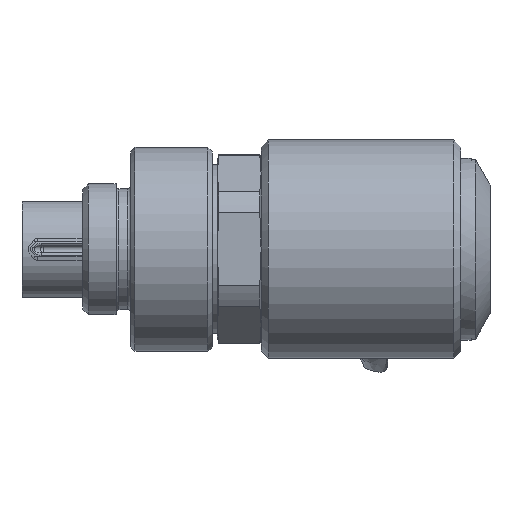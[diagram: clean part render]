
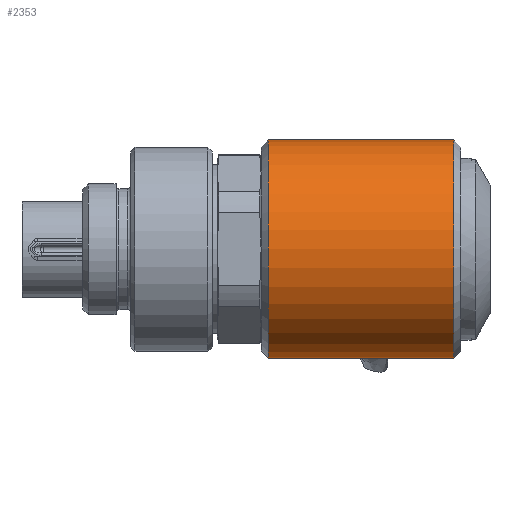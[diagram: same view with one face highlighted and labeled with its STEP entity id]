
A CAD part, top view. The second image highlights one B-rep face of the part: STEP entity #2353.
In plain terms, the highlighted cylindrical face has radius 7.5 mm (diameter 15 mm), a full revolution.
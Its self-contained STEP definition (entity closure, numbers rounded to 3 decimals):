
#301=B_SPLINE_CURVE_WITH_KNOTS($,3,(#5952,#5953,#5954,#5955,#5956,#5957,
#5958,#5959,#5960,#5961,#5962,#5963,#5964,#5965,#5966,#5967,#5968,#5969,
#5970,#5971,#5972,#5973,#5974,#5975,#5976,#5977,#5978,#5979,#5980,#5981,
#5982,#5983,#5984,#5985,#5986),.UNSPECIFIED.,.T.,.F.,(4,2,2,2,2,2,2,2,2,
2,2,2,3,2,2,2,4),(-2.622,-2.405,-2.189,
-1.968,-1.748,-1.527,-1.307,
-1.09,-0.874,-0.657,-0.441,
-0.221,0.,0.221,0.441,0.657,
0.874),.UNSPECIFIED.);
#342=CYLINDRICAL_SURFACE($,#2613,7.5);
#413=FACE_BOUND($,#801,.T.);
#414=FACE_BOUND($,#802,.T.);
#570=FACE_OUTER_BOUND($,#800,.T.);
#800=EDGE_LOOP($,(#1918));
#801=EDGE_LOOP($,(#1919));
#802=EDGE_LOOP($,(#1920));
#938=CIRCLE($,#2614,7.5);
#939=CIRCLE($,#2615,7.5);
#1128=VERTEX_POINT($,#5947);
#1129=VERTEX_POINT($,#5949);
#1130=VERTEX_POINT($,#5951);
#1398=EDGE_CURVE($,#1128,#1128,#938,.T.);
#1399=EDGE_CURVE($,#1129,#1129,#939,.T.);
#1400=EDGE_CURVE($,#1130,#1130,#301,.T.);
#1918=ORIENTED_EDGE($,*,*,#1398,.T.);
#1919=ORIENTED_EDGE($,*,*,#1399,.T.);
#1920=ORIENTED_EDGE($,*,*,#1400,.T.);
#2353=ADVANCED_FACE($,(#570,#413,#414),#342,.T.);
#2613=AXIS2_PLACEMENT_3D($,#5946,#3195,#3196);
#2614=AXIS2_PLACEMENT_3D($,#5948,#3197,#3198);
#2615=AXIS2_PLACEMENT_3D($,#5950,#3199,#3200);
#3195=DIRECTION('center_axis',(1.,0.,0.));
#3196=DIRECTION('ref_axis',(0.,0.,-1.));
#3197=DIRECTION('center_axis',(-1.,0.,0.));
#3198=DIRECTION('ref_axis',(0.,0.,-1.));
#3199=DIRECTION('center_axis',(1.,0.,0.));
#3200=DIRECTION('ref_axis',(0.,0.,-1.));
#5946=CARTESIAN_POINT('Origin',(0.,0.,0.));
#5947=CARTESIAN_POINT('',(19.5,0.,-7.5));
#5948=CARTESIAN_POINT('Origin',(19.5,0.,0.));
#5949=CARTESIAN_POINT('',(6.8,0.,-7.5));
#5950=CARTESIAN_POINT('Origin',(6.8,0.,0.));
#5951=CARTESIAN_POINT('',(7.65,0.,-7.5));
#5952=CARTESIAN_POINT('Ctrl Pts',(7.65,0.,-7.5));
#5953=CARTESIAN_POINT('Ctrl Pts',(7.65,-0.721,-7.5));
#5954=CARTESIAN_POINT('Ctrl Pts',(7.8,-1.472,-7.388));
#5955=CARTESIAN_POINT('Ctrl Pts',(8.372,-2.821,-6.985));
#5956=CARTESIAN_POINT('Ctrl Pts',(8.792,-3.42,-6.697));
#5957=CARTESIAN_POINT('Ctrl Pts',(9.739,-4.367,-6.123));
#5958=CARTESIAN_POINT('Ctrl Pts',(10.337,-4.781,-5.791));
#5959=CARTESIAN_POINT('Ctrl Pts',(11.673,-5.347,-5.273));
#5960=CARTESIAN_POINT('Ctrl Pts',(12.415,-5.5,-5.099));
#5961=CARTESIAN_POINT('Ctrl Pts',(13.885,-5.5,-5.099));
#5962=CARTESIAN_POINT('Ctrl Pts',(14.627,-5.347,-5.273));
#5963=CARTESIAN_POINT('Ctrl Pts',(15.963,-4.781,-5.791));
#5964=CARTESIAN_POINT('Ctrl Pts',(16.561,-4.367,-6.123));
#5965=CARTESIAN_POINT('Ctrl Pts',(17.508,-3.42,-6.697));
#5966=CARTESIAN_POINT('Ctrl Pts',(17.928,-2.821,-6.985));
#5967=CARTESIAN_POINT('Ctrl Pts',(18.5,-1.472,-7.388));
#5968=CARTESIAN_POINT('Ctrl Pts',(18.65,-0.721,-7.5));
#5969=CARTESIAN_POINT('Ctrl Pts',(18.65,0.721,-7.5));
#5970=CARTESIAN_POINT('Ctrl Pts',(18.5,1.472,-7.388));
#5971=CARTESIAN_POINT('Ctrl Pts',(17.928,2.821,-6.985));
#5972=CARTESIAN_POINT('Ctrl Pts',(17.508,3.42,-6.697));
#5973=CARTESIAN_POINT('Ctrl Pts',(16.561,4.367,-6.123));
#5974=CARTESIAN_POINT('Ctrl Pts',(15.963,4.781,-5.791));
#5975=CARTESIAN_POINT('Ctrl Pts',(14.627,5.347,-5.273));
#5976=CARTESIAN_POINT('Ctrl Pts',(13.885,5.5,-5.099));
#5977=CARTESIAN_POINT('Ctrl Pts',(13.15,5.5,-5.099));
#5978=CARTESIAN_POINT('Ctrl Pts',(12.415,5.5,-5.099));
#5979=CARTESIAN_POINT('Ctrl Pts',(11.673,5.347,-5.273));
#5980=CARTESIAN_POINT('Ctrl Pts',(10.337,4.781,-5.791));
#5981=CARTESIAN_POINT('Ctrl Pts',(9.739,4.367,-6.123));
#5982=CARTESIAN_POINT('Ctrl Pts',(8.792,3.42,-6.697));
#5983=CARTESIAN_POINT('Ctrl Pts',(8.372,2.821,-6.985));
#5984=CARTESIAN_POINT('Ctrl Pts',(7.8,1.472,-7.388));
#5985=CARTESIAN_POINT('Ctrl Pts',(7.65,0.721,-7.5));
#5986=CARTESIAN_POINT('Ctrl Pts',(7.65,0.,-7.5));
